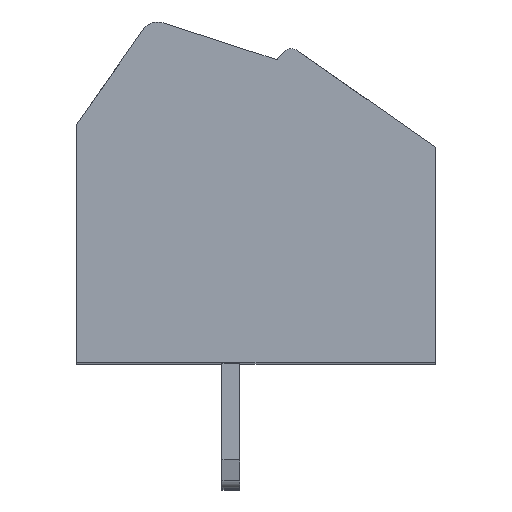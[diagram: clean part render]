
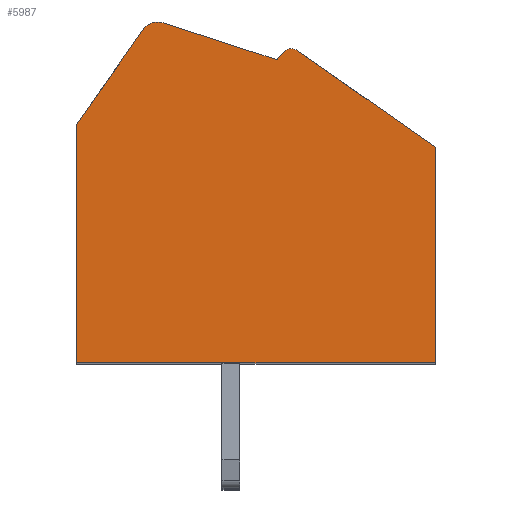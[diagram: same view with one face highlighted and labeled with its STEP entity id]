
A CAD part, top view. The second image highlights one B-rep face of the part: STEP entity #5987.
In plain terms, the highlighted planar face has unit normal (0, 0, 1).
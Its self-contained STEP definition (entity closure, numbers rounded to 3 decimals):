
#549=DIRECTION('',(-0.951,0.309,0.));
#550=VECTOR('',#549,3.333);
#551=CARTESIAN_POINT('',(0.588,3.695,1.75));
#552=LINE('',#551,#550);
#553=DIRECTION('',(-0.638,-0.77,0.));
#554=VECTOR('',#553,0.262);
#555=CARTESIAN_POINT('',(0.755,3.897,1.75));
#556=LINE('',#555,#554);
#557=CARTESIAN_POINT('',(0.986,3.706,1.75));
#558=DIRECTION('',(0.,0.,1.));
#559=DIRECTION('',(0.574,0.819,0.));
#560=AXIS2_PLACEMENT_3D('',#557,#558,#559);
#562=DIRECTION('',(-0.819,0.574,0.));
#563=VECTOR('',#562,4.691);
#564=CARTESIAN_POINT('',(5.,1.261,1.75));
#565=LINE('',#564,#563);
#566=DIRECTION('',(0.,1.,0.));
#567=VECTOR('',#566,6.011);
#568=CARTESIAN_POINT('',(5.,-4.75,1.75));
#569=LINE('',#568,#567);
#570=DIRECTION('',(1.,0.,0.));
#571=VECTOR('',#570,10.);
#572=CARTESIAN_POINT('',(-5.,-4.75,1.75));
#573=LINE('',#572,#571);
#574=DIRECTION('',(0.,-1.,0.));
#575=VECTOR('',#574,6.64);
#576=CARTESIAN_POINT('',(-5.,1.89,1.75));
#577=LINE('',#576,#575);
#578=DIRECTION('',(-0.574,-0.819,0.));
#579=VECTOR('',#578,3.231);
#580=CARTESIAN_POINT('',(-3.147,4.537,1.75));
#581=LINE('',#580,#579);
#582=CARTESIAN_POINT('',(-2.737,4.25,1.75));
#583=DIRECTION('',(0.,0.,1.));
#584=DIRECTION('',(0.309,0.951,0.));
#585=AXIS2_PLACEMENT_3D('',#582,#583,#584);
#4231=CARTESIAN_POINT('',(0.588,3.695,1.75));
#4232=CARTESIAN_POINT('',(-2.583,4.726,1.75));
#4233=VERTEX_POINT('',#4231);
#4234=VERTEX_POINT('',#4232);
#4235=CARTESIAN_POINT('',(-3.147,4.537,1.75));
#4236=VERTEX_POINT('',#4235);
#4237=CARTESIAN_POINT('',(-5.,1.89,1.75));
#4238=VERTEX_POINT('',#4237);
#4239=CARTESIAN_POINT('',(-5.,-4.75,1.75));
#4240=VERTEX_POINT('',#4239);
#4241=CARTESIAN_POINT('',(5.,-4.75,1.75));
#4242=VERTEX_POINT('',#4241);
#4243=CARTESIAN_POINT('',(5.,1.261,1.75));
#4244=VERTEX_POINT('',#4243);
#4245=CARTESIAN_POINT('',(1.158,3.951,1.75));
#4246=VERTEX_POINT('',#4245);
#4247=CARTESIAN_POINT('',(0.755,3.897,1.75));
#4248=VERTEX_POINT('',#4247);
#5971=CARTESIAN_POINT('',(0.,0.,1.75));
#5972=DIRECTION('',(0.,0.,1.));
#5973=DIRECTION('',(1.,0.,0.));
#5974=AXIS2_PLACEMENT_3D('',#5971,#5972,#5973);
#5975=PLANE('',#5974);
#5976=ORIENTED_EDGE('',*,*,#5531,.F.);
#5977=ORIENTED_EDGE('',*,*,#5546,.F.);
#5978=ORIENTED_EDGE('',*,*,#5560,.F.);
#5979=ORIENTED_EDGE('',*,*,#5574,.F.);
#5980=ORIENTED_EDGE('',*,*,#5658,.F.);
#5981=ORIENTED_EDGE('',*,*,#5742,.F.);
#5982=ORIENTED_EDGE('',*,*,#5826,.F.);
#5983=ORIENTED_EDGE('',*,*,#5910,.F.);
#5984=ORIENTED_EDGE('',*,*,#5965,.F.);
#5985=EDGE_LOOP('',(#5976,#5977,#5978,#5979,#5980,#5981,#5982,#5983,#5984));
#5986=FACE_OUTER_BOUND('',#5985,.F.);
#561=CIRCLE('',#560,0.3);
#586=CIRCLE('',#585,0.5);
#5531=EDGE_CURVE('',#4233,#4234,#552,.T.);
#5546=EDGE_CURVE('',#4248,#4233,#556,.T.);
#5560=EDGE_CURVE('',#4246,#4248,#561,.T.);
#5574=EDGE_CURVE('',#4244,#4246,#565,.T.);
#5658=EDGE_CURVE('',#4242,#4244,#569,.T.);
#5742=EDGE_CURVE('',#4240,#4242,#573,.T.);
#5826=EDGE_CURVE('',#4238,#4240,#577,.T.);
#5910=EDGE_CURVE('',#4236,#4238,#581,.T.);
#5965=EDGE_CURVE('',#4234,#4236,#586,.T.);
#5987=ADVANCED_FACE('',(#5986),#5975,.T.);
